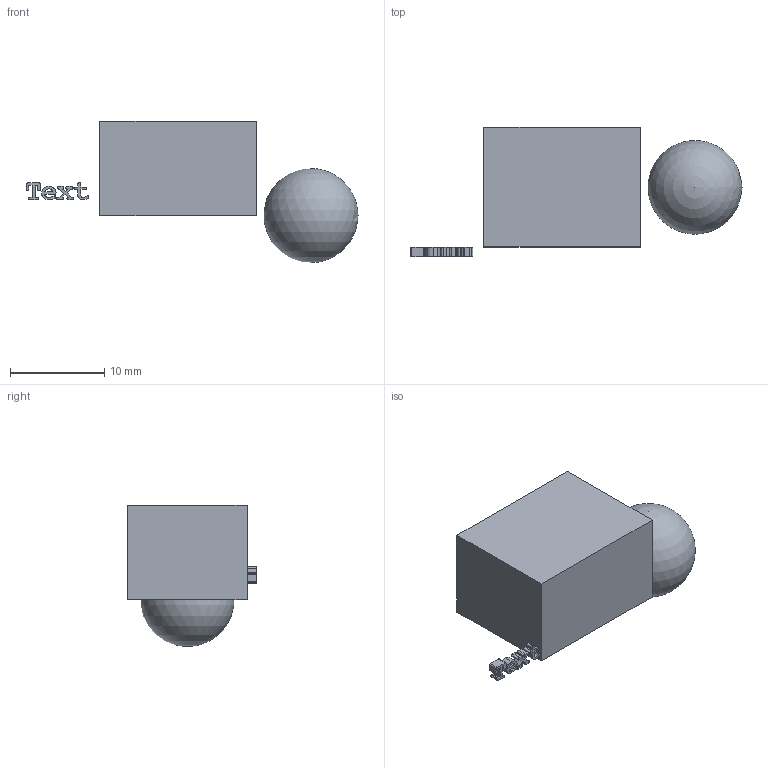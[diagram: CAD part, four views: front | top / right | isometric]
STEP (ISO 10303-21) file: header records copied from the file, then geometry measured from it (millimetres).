
FILE_DESCRIPTION(('FreeCAD Model'),'2;1');
FILE_NAME('Open CASCADE Shape Model','2023-07-06T23:01:39',(''),(''), 'Open CASCADE STEP processor 7.6','FreeCAD','Unknown');
FILE_SCHEMA(('AUTOMOTIVE_DESIGN { 1 0 10303 214 1 1 1 1 }'));
Length unit declared in the file: millimetre
Products named in the file (4): Unnamed; Body; Sphere; Extrude
Assembly tree (3 placements, depth 2):
  Unnamed
    Body
    Sphere
    Extrude
Bounding box: 35.24 x 13.68 x 15 mm (x, y, z)
Volume: 2636.4 mm3; surface area: 1367.6 mm2
Topology: 6 solids, 6 shells, 127 faces, 351 edges, 234 vertices
Faces by surface type: extrusion 70, plane 56, sphere 1
Entity records: 4205 total; most frequent: CARTESIAN_POINT 1132, ORIENTED_EDGE 696, DIRECTION 400, EDGE_CURVE 348, VECTOR 278, VERTEX_POINT 233, B_SPLINE_CURVE_WITH_KNOTS 210, LINE 208
